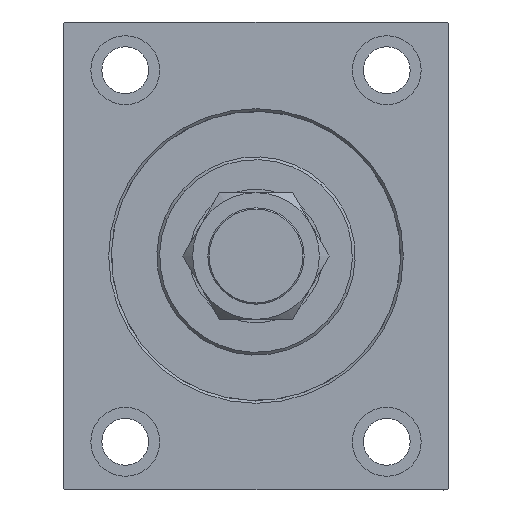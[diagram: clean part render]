
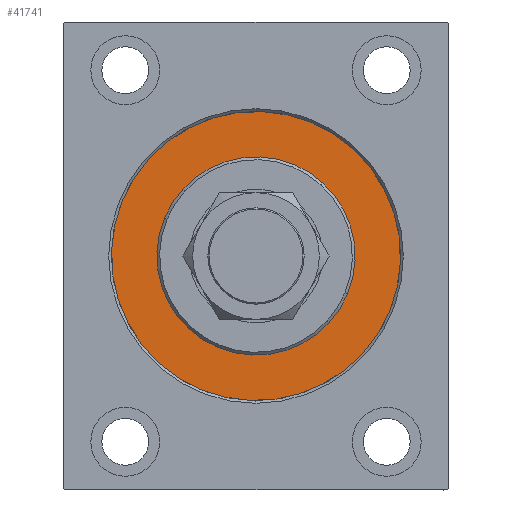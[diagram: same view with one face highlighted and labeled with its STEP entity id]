
A CAD part, left-side view. The second image highlights one B-rep face of the part: STEP entity #41741.
In plain terms, the highlighted face is planar.
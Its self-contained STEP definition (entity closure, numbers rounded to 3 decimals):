
#825 = DIRECTION ( 'NONE',  ( -1., 0., 0. ) ) ;
#2113 = CARTESIAN_POINT ( 'NONE',  ( 0., 0., 0. ) ) ;
#3571 = DIRECTION ( 'NONE',  ( 1., 0., 0. ) ) ;
#4562 = CIRCLE ( 'NONE', #32205, 36. ) ;
#7836 = DIRECTION ( 'NONE',  ( 0., 0., 1. ) ) ;
#10096 = EDGE_LOOP ( 'NONE', ( #40923, #21929 ) ) ;
#10396 = DIRECTION ( 'NONE',  ( 0., 0., 1. ) ) ;
#12036 = VERTEX_POINT ( 'NONE', #32073 ) ;
#13513 = CIRCLE ( 'NONE', #41899, 52.5 ) ;
#14373 = CARTESIAN_POINT ( 'NONE',  ( 0., 0., 52.5 ) ) ;
#15869 = EDGE_CURVE ( 'NONE', #38289, #33368, #19050, .T. ) ;
#16083 = AXIS2_PLACEMENT_3D ( 'NONE', #25373, #825, #7836 ) ;
#16829 = DIRECTION ( 'NONE',  ( -1., 0., 0. ) ) ;
#17363 = CARTESIAN_POINT ( 'NONE',  ( 0., 0., 0. ) ) ;
#18445 = ORIENTED_EDGE ( 'NONE', *, *, #31321, .F. ) ;
#19050 = CIRCLE ( 'NONE', #16083, 52.5 ) ;
#19355 = CARTESIAN_POINT ( 'NONE',  ( 0., 0., 36. ) ) ;
#21309 = AXIS2_PLACEMENT_3D ( 'NONE', #35439, #45962, #10396 ) ;
#21929 = ORIENTED_EDGE ( 'NONE', *, *, #15869, .F. ) ;
#24982 = CARTESIAN_POINT ( 'NONE',  ( 0., 0., 0. ) ) ;
#25006 = EDGE_CURVE ( 'NONE', #40649, #12036, #29001, .T. ) ;
#25218 = ORIENTED_EDGE ( 'NONE', *, *, #25006, .F. ) ;
#25373 = CARTESIAN_POINT ( 'NONE',  ( 0., 0., 0. ) ) ;
#27797 = CARTESIAN_POINT ( 'NONE',  ( 0., 0., -52.5 ) ) ;
#29001 = CIRCLE ( 'NONE', #30515, 36. ) ;
#30148 = EDGE_CURVE ( 'NONE', #33368, #38289, #13513, .T. ) ;
#30515 = AXIS2_PLACEMENT_3D ( 'NONE', #24982, #39264, #32004 ) ;
#31321 = EDGE_CURVE ( 'NONE', #12036, #40649, #4562, .T. ) ;
#31460 = FACE_BOUND ( 'NONE', #44812, .T. ) ;
#32004 = DIRECTION ( 'NONE',  ( 0., 0., -1. ) ) ;
#32073 = CARTESIAN_POINT ( 'NONE',  ( 0., 0., -36. ) ) ;
#32205 = AXIS2_PLACEMENT_3D ( 'NONE', #17363, #3571, #35610 ) ;
#33368 = VERTEX_POINT ( 'NONE', #27797 ) ;
#35439 = CARTESIAN_POINT ( 'NONE',  ( 0., 0., 0. ) ) ;
#35610 = DIRECTION ( 'NONE',  ( 0., 0., -1. ) ) ;
#37892 = DIRECTION ( 'NONE',  ( 0., 0., 1. ) ) ;
#38289 = VERTEX_POINT ( 'NONE', #14373 ) ;
#39264 = DIRECTION ( 'NONE',  ( 1., 0., 0. ) ) ;
#40649 = VERTEX_POINT ( 'NONE', #19355 ) ;
#40923 = ORIENTED_EDGE ( 'NONE', *, *, #30148, .F. ) ;
#41741 = ADVANCED_FACE ( 'NONE', ( #31460, #41997 ), #45728, .F. ) ;
#41899 = AXIS2_PLACEMENT_3D ( 'NONE', #2113, #16829, #37892 ) ;
#41997 = FACE_OUTER_BOUND ( 'NONE', #10096, .T. ) ;
#44812 = EDGE_LOOP ( 'NONE', ( #25218, #18445 ) ) ;
#45728 = PLANE ( 'NONE',  #21309 ) ;
#45962 = DIRECTION ( 'NONE',  ( -1., 0., 0. ) ) ;
